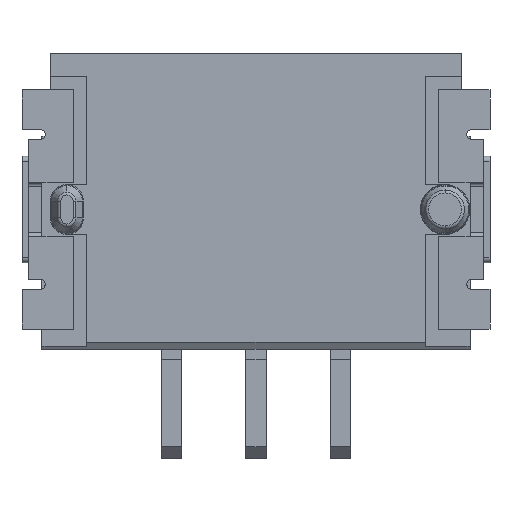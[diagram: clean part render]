
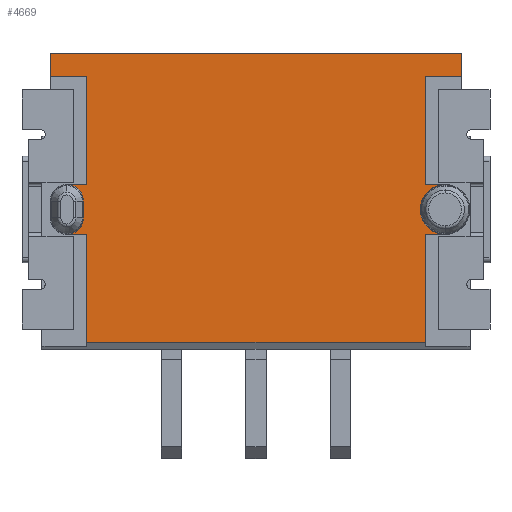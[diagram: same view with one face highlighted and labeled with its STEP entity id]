
A CAD part, front view. The second image highlights one B-rep face of the part: STEP entity #4669.
In plain terms, the highlighted planar face has unit normal (0, -1, 0).
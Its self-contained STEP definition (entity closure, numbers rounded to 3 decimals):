
#236=DIRECTION('',(1.,0.,0.));
#237=VECTOR('',#236,10.18);
#238=CARTESIAN_POINT('',(-5.09,-2.5,-8.7));
#239=LINE('',#238,#237);
#240=CARTESIAN_POINT('',(-5.69,-2.5,-4.95));
#241=DIRECTION('',(0.,1.,0.));
#242=DIRECTION('',(1.,0.,0.));
#243=AXIS2_PLACEMENT_3D('',#240,#241,#242);
#245=CARTESIAN_POINT('',(-5.69,-2.5,-4.45));
#246=DIRECTION('',(0.,1.,0.));
#247=DIRECTION('',(0.,0.,1.));
#248=AXIS2_PLACEMENT_3D('',#245,#246,#247);
#250=DIRECTION('',(-1.,0.,0.));
#251=VECTOR('',#250,12.38);
#252=CARTESIAN_POINT('',(6.19,-2.5,0.));
#253=LINE('',#252,#251);
#254=DIRECTION('',(0.,0.,1.));
#255=VECTOR('',#254,0.7);
#256=CARTESIAN_POINT('',(6.19,-2.5,-0.7));
#257=LINE('',#256,#255);
#258=DIRECTION('',(1.,0.,0.));
#259=VECTOR('',#258,1.1);
#260=CARTESIAN_POINT('',(5.09,-2.5,-0.7));
#261=LINE('',#260,#259);
#262=DIRECTION('',(0.,0.,1.));
#263=VECTOR('',#262,3.25);
#264=CARTESIAN_POINT('',(5.09,-2.5,-3.95));
#265=LINE('',#264,#263);
#266=CARTESIAN_POINT('',(5.69,-2.5,-4.7));
#267=DIRECTION('',(0.,1.,0.));
#268=DIRECTION('',(0.,0.,-1.));
#269=AXIS2_PLACEMENT_3D('',#266,#267,#268);
#271=DIRECTION('',(0.,0.,1.));
#272=VECTOR('',#271,3.25);
#273=CARTESIAN_POINT('',(5.09,-2.5,-8.7));
#274=LINE('',#273,#272);
#308=DIRECTION('',(-1.,0.,0.));
#309=VECTOR('',#308,0.6);
#310=CARTESIAN_POINT('',(5.69,-2.5,-5.45));
#311=LINE('',#310,#309);
#645=DIRECTION('',(1.,0.,0.));
#646=VECTOR('',#645,0.6);
#647=CARTESIAN_POINT('',(5.09,-2.5,-3.95));
#648=LINE('',#647,#646);
#741=DIRECTION('',(0.,0.,1.));
#742=VECTOR('',#741,0.7);
#743=CARTESIAN_POINT('',(-6.19,-2.5,-0.7));
#744=LINE('',#743,#742);
#2141=DIRECTION('',(-1.,0.,0.));
#2142=VECTOR('',#2141,1.1);
#2143=CARTESIAN_POINT('',(-5.09,-2.5,-0.7));
#2144=LINE('',#2143,#2142);
#2149=DIRECTION('',(0.,0.,1.));
#2150=VECTOR('',#2149,3.25);
#2151=CARTESIAN_POINT('',(-5.09,-2.5,-3.95));
#2152=LINE('',#2151,#2150);
#2157=DIRECTION('',(1.,0.,0.));
#2158=VECTOR('',#2157,0.6);
#2159=CARTESIAN_POINT('',(-5.69,-2.5,-3.95));
#2160=LINE('',#2159,#2158);
#2293=DIRECTION('',(0.,0.,1.));
#2294=VECTOR('',#2293,0.5);
#2295=CARTESIAN_POINT('',(-5.19,-2.5,-4.95));
#2296=LINE('',#2295,#2294);
#2318=DIRECTION('',(-1.,0.,0.));
#2319=VECTOR('',#2318,0.6);
#2320=CARTESIAN_POINT('',(-5.09,-2.5,-5.45));
#2321=LINE('',#2320,#2319);
#2326=DIRECTION('',(0.,0.,1.));
#2327=VECTOR('',#2326,3.25);
#2328=CARTESIAN_POINT('',(-5.09,-2.5,-8.7));
#2329=LINE('',#2328,#2327);
#3738=CARTESIAN_POINT('',(6.19,-2.5,-0.7));
#3740=VERTEX_POINT('',#3738);
#4057=CARTESIAN_POINT('',(6.19,-2.5,0.));
#4058=VERTEX_POINT('',#4057);
#4127=CARTESIAN_POINT('',(-5.19,-2.5,-4.45));
#4128=VERTEX_POINT('',#4127);
#4131=CARTESIAN_POINT('',(-5.19,-2.5,-4.95));
#4132=VERTEX_POINT('',#4131);
#4212=CARTESIAN_POINT('',(-5.69,-2.5,-5.45));
#4214=VERTEX_POINT('',#4212);
#4239=CARTESIAN_POINT('',(-5.69,-2.5,-3.95));
#4241=VERTEX_POINT('',#4239);
#4321=CARTESIAN_POINT('',(5.69,-2.5,-5.45));
#4322=VERTEX_POINT('',#4321);
#4371=CARTESIAN_POINT('',(-5.09,-2.5,-8.7));
#4372=CARTESIAN_POINT('',(5.09,-2.5,-8.7));
#4373=VERTEX_POINT('',#4371);
#4374=VERTEX_POINT('',#4372);
#4375=CARTESIAN_POINT('',(5.09,-2.5,-5.45));
#4376=VERTEX_POINT('',#4375);
#4377=CARTESIAN_POINT('',(5.69,-2.5,-3.95));
#4378=VERTEX_POINT('',#4377);
#4379=CARTESIAN_POINT('',(5.09,-2.5,-3.95));
#4380=VERTEX_POINT('',#4379);
#4381=CARTESIAN_POINT('',(5.09,-2.5,-0.7));
#4382=VERTEX_POINT('',#4381);
#4383=CARTESIAN_POINT('',(-6.19,-2.5,0.));
#4384=VERTEX_POINT('',#4383);
#4385=CARTESIAN_POINT('',(-6.19,-2.5,-0.7));
#4386=VERTEX_POINT('',#4385);
#4387=CARTESIAN_POINT('',(-5.09,-2.5,-0.7));
#4388=VERTEX_POINT('',#4387);
#4389=CARTESIAN_POINT('',(-5.09,-2.5,-3.95));
#4390=VERTEX_POINT('',#4389);
#4391=CARTESIAN_POINT('',(-5.09,-2.5,-5.45));
#4392=VERTEX_POINT('',#4391);
#4627=CARTESIAN_POINT('',(-6.44,-2.5,0.));
#4628=DIRECTION('',(0.,1.,0.));
#4629=DIRECTION('',(0.,0.,1.));
#4630=AXIS2_PLACEMENT_3D('',#4627,#4628,#4629);
#4631=PLANE('',#4630);
#4633=ORIENTED_EDGE('',*,*,#4632,.F.);
#4635=ORIENTED_EDGE('',*,*,#4634,.T.);
#4637=ORIENTED_EDGE('',*,*,#4636,.T.);
#4639=ORIENTED_EDGE('',*,*,#4638,.F.);
#4641=ORIENTED_EDGE('',*,*,#4640,.T.);
#4643=ORIENTED_EDGE('',*,*,#4642,.F.);
#4645=ORIENTED_EDGE('',*,*,#4644,.T.);
#4647=ORIENTED_EDGE('',*,*,#4646,.T.);
#4649=ORIENTED_EDGE('',*,*,#4648,.T.);
#4651=ORIENTED_EDGE('',*,*,#4650,.T.);
#4653=ORIENTED_EDGE('',*,*,#4652,.F.);
#4655=ORIENTED_EDGE('',*,*,#4654,.F.);
#4657=ORIENTED_EDGE('',*,*,#4656,.F.);
#4659=ORIENTED_EDGE('',*,*,#4658,.F.);
#4661=ORIENTED_EDGE('',*,*,#4660,.T.);
#4662=ORIENTED_EDGE('',*,*,#4620,.F.);
#4664=ORIENTED_EDGE('',*,*,#4663,.T.);
#4666=ORIENTED_EDGE('',*,*,#4665,.F.);
#4667=EDGE_LOOP('',(#4633,#4635,#4637,#4639,#4641,#4643,#4645,#4647,#4649,#4651,
#4653,#4655,#4657,#4659,#4661,#4662,#4664,#4666));
#4668=FACE_OUTER_BOUND('',#4667,.F.);
#244=CIRCLE('',#243,0.5);
#249=CIRCLE('',#248,0.5);
#270=CIRCLE('',#269,0.75);
#4620=EDGE_CURVE('',#4322,#4378,#270,.T.);
#4632=EDGE_CURVE('',#4373,#4374,#239,.T.);
#4634=EDGE_CURVE('',#4373,#4392,#2329,.T.);
#4636=EDGE_CURVE('',#4392,#4214,#2321,.T.);
#4638=EDGE_CURVE('',#4132,#4214,#244,.T.);
#4640=EDGE_CURVE('',#4132,#4128,#2296,.T.);
#4642=EDGE_CURVE('',#4241,#4128,#249,.T.);
#4644=EDGE_CURVE('',#4241,#4390,#2160,.T.);
#4646=EDGE_CURVE('',#4390,#4388,#2152,.T.);
#4648=EDGE_CURVE('',#4388,#4386,#2144,.T.);
#4650=EDGE_CURVE('',#4386,#4384,#744,.T.);
#4652=EDGE_CURVE('',#4058,#4384,#253,.T.);
#4654=EDGE_CURVE('',#3740,#4058,#257,.T.);
#4656=EDGE_CURVE('',#4382,#3740,#261,.T.);
#4658=EDGE_CURVE('',#4380,#4382,#265,.T.);
#4660=EDGE_CURVE('',#4380,#4378,#648,.T.);
#4663=EDGE_CURVE('',#4322,#4376,#311,.T.);
#4665=EDGE_CURVE('',#4374,#4376,#274,.T.);
#4669=ADVANCED_FACE('',(#4668),#4631,.F.);
